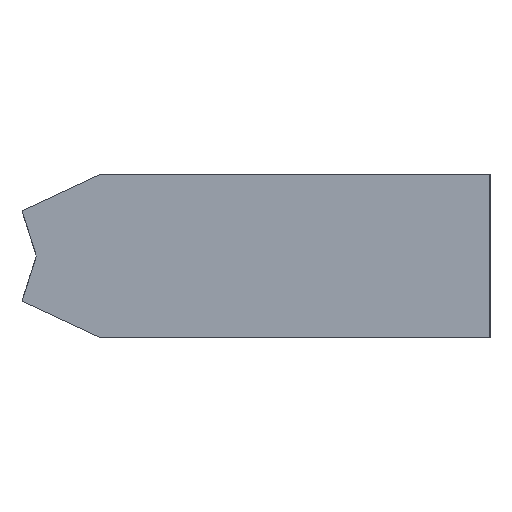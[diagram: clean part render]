
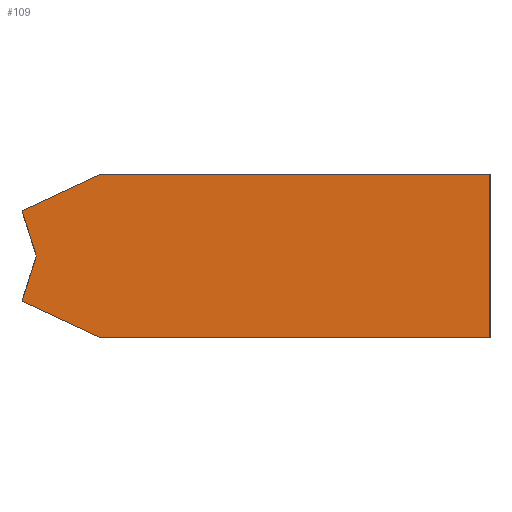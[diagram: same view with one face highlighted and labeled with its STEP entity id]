
A CAD part, left-side view. The second image highlights one B-rep face of the part: STEP entity #109.
In plain terms, the highlighted planar face has unit normal (-1, 0, 0).
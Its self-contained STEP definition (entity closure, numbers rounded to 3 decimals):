
#109 = ADVANCED_FACE( '', ( #290 ), #291, .F. );
#290 = FACE_OUTER_BOUND( '', #570, .T. );
#291 = PLANE( '', #571 );
#570 = EDGE_LOOP( '', ( #872, #873, #874, #875, #876, #877, #878 ) );
#571 = AXIS2_PLACEMENT_3D( '', #879, #880, #881 );
#872 = ORIENTED_EDGE( '', *, *, #1297, .F. );
#873 = ORIENTED_EDGE( '', *, *, #1298, .F. );
#874 = ORIENTED_EDGE( '', *, *, #1299, .F. );
#875 = ORIENTED_EDGE( '', *, *, #1300, .F. );
#876 = ORIENTED_EDGE( '', *, *, #1301, .F. );
#877 = ORIENTED_EDGE( '', *, *, #1286, .F. );
#878 = ORIENTED_EDGE( '', *, *, #1273, .F. );
#879 = CARTESIAN_POINT( '', ( 0., 0., 0. ) );
#880 = DIRECTION( '', ( 1., 0., 0. ) );
#881 = DIRECTION( '', ( 0., 0., -1. ) );
#1273 = EDGE_CURVE( '', #1460, #1461, #1462, .T. );
#1286 = EDGE_CURVE( '', #1461, #1485, #1486, .T. );
#1297 = EDGE_CURVE( '', #1504, #1460, #1505, .T. );
#1298 = EDGE_CURVE( '', #1506, #1504, #1507, .T. );
#1299 = EDGE_CURVE( '', #1508, #1506, #1509, .T. );
#1300 = EDGE_CURVE( '', #1510, #1508, #1511, .T. );
#1301 = EDGE_CURVE( '', #1485, #1510, #1512, .T. );
#1460 = VERTEX_POINT( '', #1720 );
#1461 = VERTEX_POINT( '', #1721 );
#1462 = LINE( '', #1722, #1723 );
#1485 = VERTEX_POINT( '', #1749 );
#1486 = LINE( '', #1750, #1751 );
#1504 = VERTEX_POINT( '', #1771 );
#1505 = LINE( '', #1772, #1773 );
#1506 = VERTEX_POINT( '', #1774 );
#1507 = LINE( '', #1775, #1776 );
#1508 = VERTEX_POINT( '', #1777 );
#1509 = LINE( '', #1778, #1779 );
#1510 = VERTEX_POINT( '', #1780 );
#1511 = LINE( '', #1781, #1782 );
#1512 = LINE( '', #1783, #1784 );
#1720 = CARTESIAN_POINT( '', ( 0., 0., 7.5 ) );
#1721 = CARTESIAN_POINT( '', ( 0., 0., -7.5 ) );
#1722 = CARTESIAN_POINT( '', ( 0., 0., 7.5 ) );
#1723 = VECTOR( '', #2017, 1000. );
#1749 = CARTESIAN_POINT( '', ( 0., 35.718, -7.5 ) );
#1750 = CARTESIAN_POINT( '', ( 0., 0., -7.5 ) );
#1751 = VECTOR( '', #2045, 1000. );
#1771 = CARTESIAN_POINT( '', ( 0., 35.718, 7.5 ) );
#1772 = CARTESIAN_POINT( '', ( 0., 35.718, 7.5 ) );
#1773 = VECTOR( '', #2066, 1000. );
#1774 = CARTESIAN_POINT( '', ( 0., 42.902, 4.15 ) );
#1775 = CARTESIAN_POINT( '', ( 0., 42.902, 4.15 ) );
#1776 = VECTOR( '', #2067, 1000. );
#1777 = CARTESIAN_POINT( '', ( 0., 41.593, 0. ) );
#1778 = CARTESIAN_POINT( '', ( 0., 41.593, 0. ) );
#1779 = VECTOR( '', #2068, 1000. );
#1780 = CARTESIAN_POINT( '', ( 0., 42.902, -4.15 ) );
#1781 = CARTESIAN_POINT( '', ( 0., 42.902, -4.15 ) );
#1782 = VECTOR( '', #2069, 1000. );
#1783 = CARTESIAN_POINT( '', ( 0., 35.718, -7.5 ) );
#1784 = VECTOR( '', #2070, 1000. );
#2017 = DIRECTION( '', ( 0., 0., -1. ) );
#2045 = DIRECTION( '', ( 0., 1., 0. ) );
#2066 = DIRECTION( '', ( 0., -1., 0. ) );
#2067 = DIRECTION( '', ( 0., -0.906, 0.423 ) );
#2068 = DIRECTION( '', ( 0., 0.301, 0.954 ) );
#2069 = DIRECTION( '', ( 0., -0.301, 0.954 ) );
#2070 = DIRECTION( '', ( 0., 0.906, 0.423 ) );
